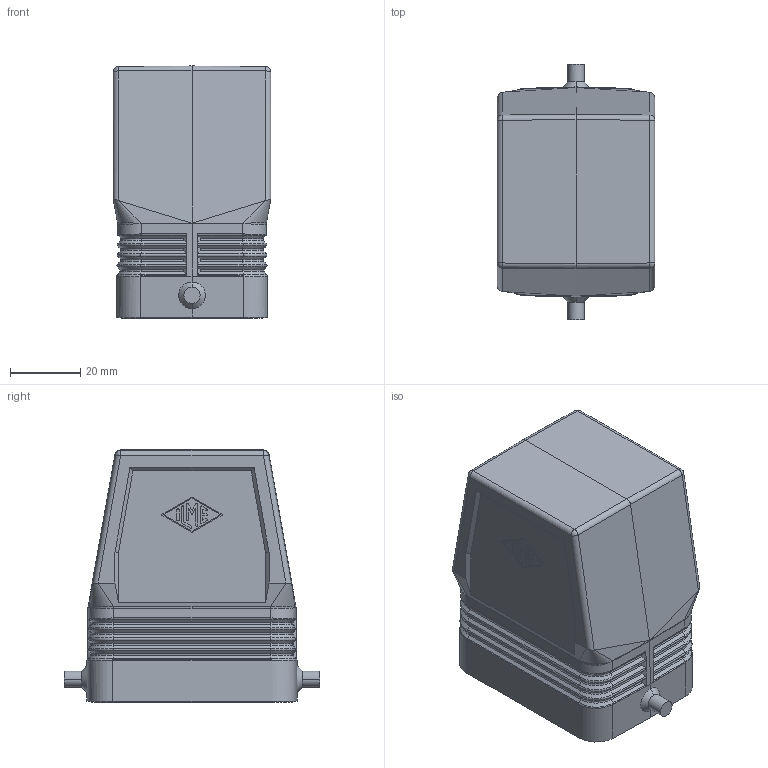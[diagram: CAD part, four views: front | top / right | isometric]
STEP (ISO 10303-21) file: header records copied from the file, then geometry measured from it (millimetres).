
FILE_DESCRIPTION(('Creo Elements/Direct Modeling STEP Export'),'2;1');
FILE_NAME('0ln7uvk45d83q201516','2016-10-26T16:15:16',(''),(''),'PTC Creo Elements/Direct Modeling STEP processor for AP214 (Solid Model)','PTC Creo Elements/Direct Modeling 19.0E 27-Jun-2016 (C) Parametric Technology GmbH','');
FILE_SCHEMA(('AUTOMOTIVE_DESIGN { 1 0 10303 214 1 1 1 1 }'));
Length unit declared in the file: millimetre
Products named in the file (1): RAC_06_L
Bounding box: 45 x 73 x 72 mm (x, y, z)
Volume: 62668 mm3; surface area: 29353.9 mm2
Topology: 1 solids, 1 shells, 378 faces, 932 edges, 554 vertices
Faces by surface type: plane 154, bspline 120, cylinder 100, sphere 4
Entity records: 24737 total; most frequent: CARTESIAN_POINT 13945, ORIENTED_EDGE 1840, DIRECTION 1331, EDGE_CURVE 920, VERTEX_POINT 554, VECTOR 479, LINE 479, AXIS2_PLACEMENT_3D 426
